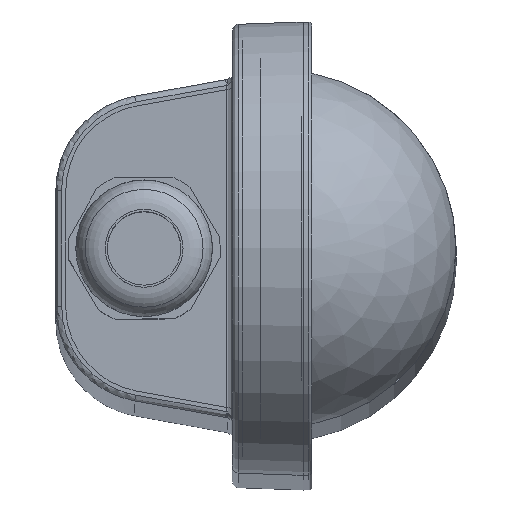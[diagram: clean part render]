
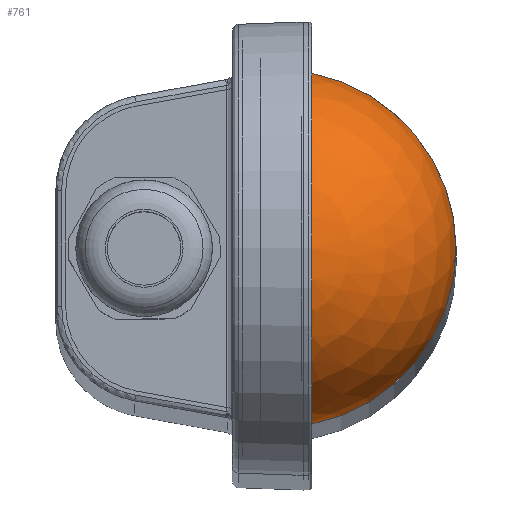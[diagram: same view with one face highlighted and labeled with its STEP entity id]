
A CAD part, top view. The second image highlights one B-rep face of the part: STEP entity #761.
In plain terms, the highlighted spherical face has radius 30.365 mm.
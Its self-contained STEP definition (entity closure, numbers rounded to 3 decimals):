
#144 = CIRCLE ( 'NONE', #343, 30.365 ) ;
#305 = DIRECTION ( 'NONE',  ( 0., -1., 0. ) ) ;
#343 = AXIS2_PLACEMENT_3D ( 'NONE', #1659, #305, #6017 ) ;
#595 = DIRECTION ( 'NONE',  ( -1., 0., 0. ) ) ;
#618 = CARTESIAN_POINT ( 'NONE',  ( 0., 711., -43.5 ) ) ;
#628 = DIRECTION ( 'NONE',  ( 1., 0., 0. ) ) ;
#677 = EDGE_CURVE ( 'NONE', #3301, #5269, #5532, .T. ) ;
#761 = ADVANCED_FACE ( 'NONE', ( #2406 ), #1117, .T. ) ;
#1076 = CARTESIAN_POINT ( 'NONE',  ( 0., 711., -37.594 ) ) ;
#1117 = SPHERICAL_SURFACE ( 'NONE', #1727, 30.365 ) ;
#1459 = EDGE_CURVE ( 'NONE', #5269, #3301, #144, .T. ) ;
#1477 = CARTESIAN_POINT ( 'NONE',  ( -29.785, 711., -43.5 ) ) ;
#1659 = CARTESIAN_POINT ( 'NONE',  ( 0., 711., -37.594 ) ) ;
#1727 = AXIS2_PLACEMENT_3D ( 'NONE', #1076, #5405, #628 ) ;
#1822 = CARTESIAN_POINT ( 'NONE',  ( 29.785, 711., -43.5 ) ) ;
#2406 = FACE_OUTER_BOUND ( 'NONE', #5291, .T. ) ;
#3301 = VERTEX_POINT ( 'NONE', #1822 ) ;
#3929 = AXIS2_PLACEMENT_3D ( 'NONE', #618, #4888, #595 ) ;
#4647 = ORIENTED_EDGE ( 'NONE', *, *, #1459, .F. ) ;
#4888 = DIRECTION ( 'NONE',  ( 0., 0., 1. ) ) ;
#5269 = VERTEX_POINT ( 'NONE', #1477 ) ;
#5291 = EDGE_LOOP ( 'NONE', ( #4647, #5574 ) ) ;
#5405 = DIRECTION ( 'NONE',  ( 0., 1., 0. ) ) ;
#5532 = CIRCLE ( 'NONE', #3929, 29.785 ) ;
#5574 = ORIENTED_EDGE ( 'NONE', *, *, #677, .F. ) ;
#6017 = DIRECTION ( 'NONE',  ( 1., 0., 0. ) ) ;
